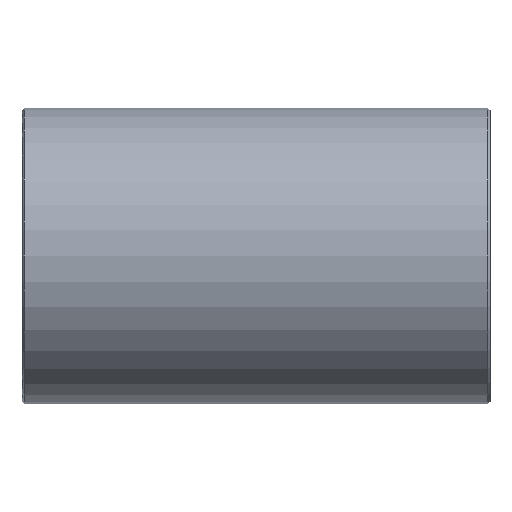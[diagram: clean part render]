
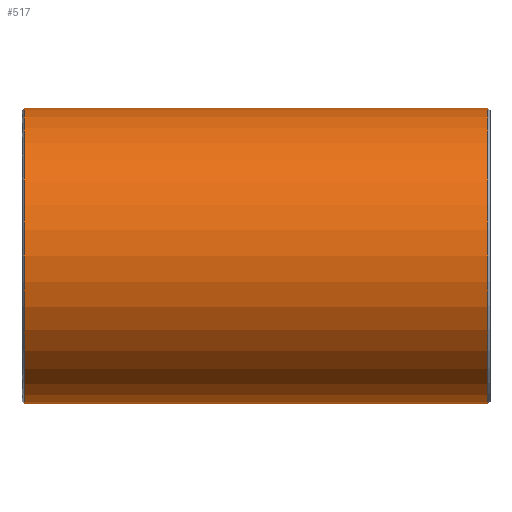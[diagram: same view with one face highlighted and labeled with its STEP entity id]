
A CAD part, front view. The second image highlights one B-rep face of the part: STEP entity #517.
In plain terms, the highlighted cylindrical face has radius 136.525 mm (diameter 273.05 mm), a partial arc.
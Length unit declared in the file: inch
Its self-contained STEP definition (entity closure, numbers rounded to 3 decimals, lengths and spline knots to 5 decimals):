
#19 = DIRECTION ( 'NONE',  ( -1., 0., 0. ) ) ;
#40 = CYLINDRICAL_SURFACE ( 'NONE', #216, 5.375 ) ;
#65 = CARTESIAN_POINT ( 'NONE',  ( 8.41667, 0., 0. ) ) ;
#78 = DIRECTION ( 'NONE',  ( -1., 0., 0. ) ) ;
#80 = CARTESIAN_POINT ( 'NONE',  ( 8.41667, 0., 5.375 ) ) ;
#84 = LINE ( 'NONE', #282, #580 ) ;
#96 = VERTEX_POINT ( 'NONE', #120 ) ;
#108 = LINE ( 'NONE', #236, #402 ) ;
#120 = CARTESIAN_POINT ( 'NONE',  ( -8.41667, 0., 5.375 ) ) ;
#136 = EDGE_CURVE ( 'NONE', #243, #412, #235, .T. ) ;
#155 = DIRECTION ( 'NONE',  ( -1., 0., 0. ) ) ;
#180 = EDGE_LOOP ( 'NONE', ( #204, #658, #311, #339 ) ) ;
#186 = CARTESIAN_POINT ( 'NONE',  ( -8.41667, 0., 0. ) ) ;
#193 = EDGE_CURVE ( 'NONE', #243, #218, #84, .T. ) ;
#204 = ORIENTED_EDGE ( 'NONE', *, *, #193, .F. ) ;
#216 = AXIS2_PLACEMENT_3D ( 'NONE', #295, #155, #424 ) ;
#218 = VERTEX_POINT ( 'NONE', #588 ) ;
#235 = CIRCLE ( 'NONE', #379, 5.375 ) ;
#236 = CARTESIAN_POINT ( 'NONE',  ( 8.5, 0., 5.375 ) ) ;
#243 = VERTEX_POINT ( 'NONE', #464 ) ;
#282 = CARTESIAN_POINT ( 'NONE',  ( 8.5, 0., -5.375 ) ) ;
#295 = CARTESIAN_POINT ( 'NONE',  ( 8.5, 0., 0. ) ) ;
#311 = ORIENTED_EDGE ( 'NONE', *, *, #832, .T. ) ;
#339 = ORIENTED_EDGE ( 'NONE', *, *, #584, .T. ) ;
#379 = AXIS2_PLACEMENT_3D ( 'NONE', #65, #78, #602 ) ;
#402 = VECTOR ( 'NONE', #423, 39.37008 ) ;
#412 = VERTEX_POINT ( 'NONE', #80 ) ;
#423 = DIRECTION ( 'NONE',  ( -1., 0., 0. ) ) ;
#424 = DIRECTION ( 'NONE',  ( 0., 0., 1. ) ) ;
#436 = DIRECTION ( 'NONE',  ( 1., 0., 0. ) ) ;
#464 = CARTESIAN_POINT ( 'NONE',  ( 8.41667, 0., -5.375 ) ) ;
#517 = ADVANCED_FACE ( 'NONE', ( #691 ), #40, .T. ) ;
#524 = AXIS2_PLACEMENT_3D ( 'NONE', #186, #436, #696 ) ;
#580 = VECTOR ( 'NONE', #19, 39.37008 ) ;
#584 = EDGE_CURVE ( 'NONE', #96, #218, #778, .T. ) ;
#588 = CARTESIAN_POINT ( 'NONE',  ( -8.41667, 0., -5.375 ) ) ;
#602 = DIRECTION ( 'NONE',  ( 0., 0., -1. ) ) ;
#658 = ORIENTED_EDGE ( 'NONE', *, *, #136, .T. ) ;
#691 = FACE_OUTER_BOUND ( 'NONE', #180, .T. ) ;
#696 = DIRECTION ( 'NONE',  ( 0., 0., 1. ) ) ;
#778 = CIRCLE ( 'NONE', #524, 5.375 ) ;
#832 = EDGE_CURVE ( 'NONE', #412, #96, #108, .T. ) ;
